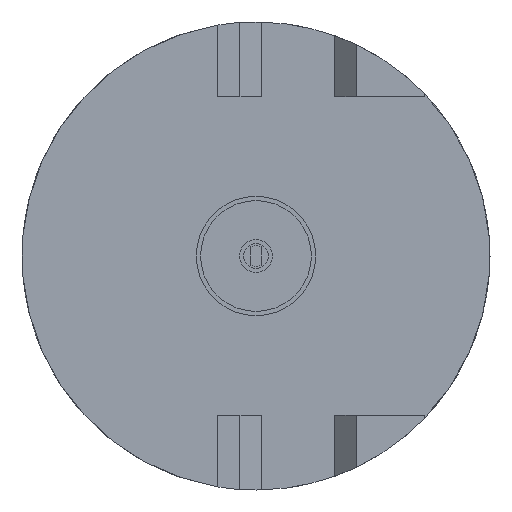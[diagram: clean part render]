
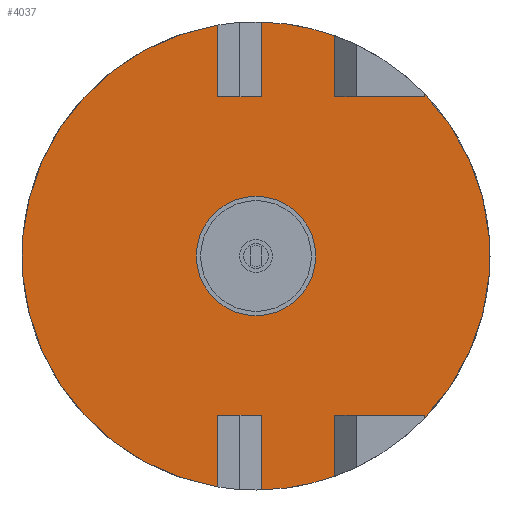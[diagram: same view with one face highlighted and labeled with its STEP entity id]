
A CAD part, front view. The second image highlights one B-rep face of the part: STEP entity #4037.
In plain terms, the highlighted planar face has unit normal (0, -1, 0).
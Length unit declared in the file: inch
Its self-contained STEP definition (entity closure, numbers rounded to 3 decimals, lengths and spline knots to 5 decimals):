
#11 = FACE_BOUND ( 'NONE', #4908, .T. ) ;
#30 = LINE ( 'NONE', #8149, #741 ) ;
#45 = CARTESIAN_POINT ( 'NONE',  ( 0., 0.13504, 0. ) ) ;
#65 = VECTOR ( 'NONE', #1766, 39.37008 ) ;
#116 = DIRECTION ( 'NONE',  ( 0., 0., -1. ) ) ;
#141 = DIRECTION ( 'NONE',  ( 0., 0., -1. ) ) ;
#151 = LINE ( 'NONE', #3082, #9254 ) ;
#242 = EDGE_CURVE ( 'NONE', #2766, #2697, #9400, .T. ) ;
#303 = CIRCLE ( 'NONE', #5663, 0.21654 ) ;
#350 = CARTESIAN_POINT ( 'NONE',  ( 0.15605, 0.13504, -0.14724 ) ) ;
#395 = VERTEX_POINT ( 'NONE', #3784 ) ;
#511 = LINE ( 'NONE', #7867, #691 ) ;
#529 = ORIENTED_EDGE ( 'NONE', *, *, #6760, .T. ) ;
#633 = CARTESIAN_POINT ( 'NONE',  ( 0.07298, 0.13504, -0.14724 ) ) ;
#691 = VECTOR ( 'NONE', #3593, 39.37008 ) ;
#741 = VECTOR ( 'NONE', #2957, 39.37008 ) ;
#818 = AXIS2_PLACEMENT_3D ( 'NONE', #9006, #833, #116 ) ;
#833 = DIRECTION ( 'NONE',  ( 0., 1., 0. ) ) ;
#982 = CIRCLE ( 'NONE', #4667, 0.21654 ) ;
#1057 = CARTESIAN_POINT ( 'NONE',  ( 0.07298, 0.13504, -0.14724 ) ) ;
#1141 = VERTEX_POINT ( 'NONE', #5804 ) ;
#1294 = CARTESIAN_POINT ( 'NONE',  ( 0., 0.13504, 0. ) ) ;
#1388 = CARTESIAN_POINT ( 'NONE',  ( 0.15605, 0.13504, 0.14724 ) ) ;
#1533 = ORIENTED_EDGE ( 'NONE', *, *, #8318, .F. ) ;
#1565 = DIRECTION ( 'NONE',  ( 0., 0., 1. ) ) ;
#1591 = CIRCLE ( 'NONE', #3749, 0.21654 ) ;
#1648 = VECTOR ( 'NONE', #141, 39.37008 ) ;
#1766 = DIRECTION ( 'NONE',  ( -1., 0., 0. ) ) ;
#1906 = VERTEX_POINT ( 'NONE', #350 ) ;
#1946 = DIRECTION ( 'NONE',  ( 0., 0., -1. ) ) ;
#1948 = DIRECTION ( 'NONE',  ( 0., 0., 1. ) ) ;
#2022 = DIRECTION ( 'NONE',  ( 0., 0., -1. ) ) ;
#2053 = DIRECTION ( 'NONE',  ( 0., 0., -1. ) ) ;
#2088 = CARTESIAN_POINT ( 'NONE',  ( 0.00487, 0.13504, 0.21648 ) ) ;
#2244 = VERTEX_POINT ( 'NONE', #2277 ) ;
#2248 = EDGE_CURVE ( 'NONE', #4986, #5778, #303, .T. ) ;
#2256 = EDGE_CURVE ( 'NONE', #3342, #1141, #30, .T. ) ;
#2277 = CARTESIAN_POINT ( 'NONE',  ( 0., 0.13504, 0.05524 ) ) ;
#2341 = CARTESIAN_POINT ( 'NONE',  ( -0.03527, 0.13504, 0.21364 ) ) ;
#2348 = CIRCLE ( 'NONE', #818, 0.05524 ) ;
#2445 = VERTEX_POINT ( 'NONE', #7804 ) ;
#2628 = CARTESIAN_POINT ( 'NONE',  ( -0.03527, 0.13504, -0.21364 ) ) ;
#2697 = VERTEX_POINT ( 'NONE', #8285 ) ;
#2716 = DIRECTION ( 'NONE',  ( -1., 0., 0. ) ) ;
#2766 = VERTEX_POINT ( 'NONE', #8416 ) ;
#2811 = VERTEX_POINT ( 'NONE', #3275 ) ;
#2940 = CARTESIAN_POINT ( 'NONE',  ( 0., 0.13504, 0. ) ) ;
#2957 = DIRECTION ( 'NONE',  ( 1., 0., 0. ) ) ;
#2997 = ORIENTED_EDGE ( 'NONE', *, *, #4322, .T. ) ;
#3023 = LINE ( 'NONE', #2341, #1648 ) ;
#3082 = CARTESIAN_POINT ( 'NONE',  ( 0.15605, 0.13504, 0.15012 ) ) ;
#3234 = ORIENTED_EDGE ( 'NONE', *, *, #4074, .F. ) ;
#3260 = EDGE_CURVE ( 'NONE', #2697, #4107, #9383, .T. ) ;
#3275 = CARTESIAN_POINT ( 'NONE',  ( 0.07298, 0.13504, 0.20387 ) ) ;
#3342 = VERTEX_POINT ( 'NONE', #4213 ) ;
#3454 = EDGE_CURVE ( 'NONE', #1141, #6237, #8832, .T. ) ;
#3593 = DIRECTION ( 'NONE',  ( 1., 0., 0. ) ) ;
#3650 = VECTOR ( 'NONE', #1946, 39.37008 ) ;
#3705 = ORIENTED_EDGE ( 'NONE', *, *, #5317, .F. ) ;
#3749 = AXIS2_PLACEMENT_3D ( 'NONE', #45, #7362, #5324 ) ;
#3784 = CARTESIAN_POINT ( 'NONE',  ( 0., 0.13504, -0.05524 ) ) ;
#3803 = VECTOR ( 'NONE', #8167, 39.37008 ) ;
#3912 = ORIENTED_EDGE ( 'NONE', *, *, #5892, .T. ) ;
#4037 = ADVANCED_FACE ( 'NONE', ( #4575, #11 ), #5240, .T. ) ;
#4074 = EDGE_CURVE ( 'NONE', #7344, #5778, #151, .T. ) ;
#4107 = VERTEX_POINT ( 'NONE', #2628 ) ;
#4208 = CARTESIAN_POINT ( 'NONE',  ( -0.03527, 0.13504, 0.21364 ) ) ;
#4213 = CARTESIAN_POINT ( 'NONE',  ( -0.03527, 0.13504, 0.14724 ) ) ;
#4322 = EDGE_CURVE ( 'NONE', #2811, #6237, #982, .T. ) ;
#4419 = ORIENTED_EDGE ( 'NONE', *, *, #3454, .F. ) ;
#4516 = VERTEX_POINT ( 'NONE', #4208 ) ;
#4575 = FACE_OUTER_BOUND ( 'NONE', #6251, .T. ) ;
#4667 = AXIS2_PLACEMENT_3D ( 'NONE', #4738, #4827, #7638 ) ;
#4697 = CARTESIAN_POINT ( 'NONE',  ( 0.15605, 0.13504, 0.15012 ) ) ;
#4716 = ORIENTED_EDGE ( 'NONE', *, *, #5478, .F. ) ;
#4730 = VECTOR ( 'NONE', #2716, 39.37008 ) ;
#4738 = CARTESIAN_POINT ( 'NONE',  ( 0., 0.13504, 0. ) ) ;
#4827 = DIRECTION ( 'NONE',  ( 0., -1., 0. ) ) ;
#4908 = EDGE_LOOP ( 'NONE', ( #5050, #529 ) ) ;
#4952 = VERTEX_POINT ( 'NONE', #1057 ) ;
#4960 = CIRCLE ( 'NONE', #8342, 0.21654 ) ;
#4986 = VERTEX_POINT ( 'NONE', #6235 ) ;
#5015 = CARTESIAN_POINT ( 'NONE',  ( -0.03527, 0.13504, -0.14724 ) ) ;
#5050 = ORIENTED_EDGE ( 'NONE', *, *, #6353, .T. ) ;
#5240 = PLANE ( 'NONE',  #8805 ) ;
#5259 = DIRECTION ( 'NONE',  ( 0., -1., 0. ) ) ;
#5317 = EDGE_CURVE ( 'NONE', #4986, #1906, #6823, .T. ) ;
#5324 = DIRECTION ( 'NONE',  ( 0., 0., -1. ) ) ;
#5478 = EDGE_CURVE ( 'NONE', #4516, #3342, #3023, .T. ) ;
#5576 = EDGE_CURVE ( 'NONE', #2811, #6444, #7054, .T. ) ;
#5663 = AXIS2_PLACEMENT_3D ( 'NONE', #8246, #5259, #6612 ) ;
#5674 = LINE ( 'NONE', #633, #9195 ) ;
#5778 = VERTEX_POINT ( 'NONE', #4697 ) ;
#5804 = CARTESIAN_POINT ( 'NONE',  ( 0.00487, 0.13504, 0.14724 ) ) ;
#5864 = DIRECTION ( 'NONE',  ( 0., -1., 0. ) ) ;
#5892 = EDGE_CURVE ( 'NONE', #4516, #4107, #4960, .T. ) ;
#6037 = AXIS2_PLACEMENT_3D ( 'NONE', #1294, #8651, #2053 ) ;
#6137 = LINE ( 'NONE', #8397, #65 ) ;
#6235 = CARTESIAN_POINT ( 'NONE',  ( 0.15605, 0.13504, -0.15012 ) ) ;
#6237 = VERTEX_POINT ( 'NONE', #8504 ) ;
#6251 = EDGE_LOOP ( 'NONE', ( #8911, #7066, #6825, #8795, #8792, #3705, #6269, #3234, #1533, #8820, #2997, #4419, #8495, #4716, #3912, #6477 ) ) ;
#6269 = ORIENTED_EDGE ( 'NONE', *, *, #2248, .T. ) ;
#6353 = EDGE_CURVE ( 'NONE', #395, #2244, #8961, .T. ) ;
#6444 = VERTEX_POINT ( 'NONE', #7432 ) ;
#6477 = ORIENTED_EDGE ( 'NONE', *, *, #3260, .F. ) ;
#6612 = DIRECTION ( 'NONE',  ( 0., 0., -1. ) ) ;
#6760 = EDGE_CURVE ( 'NONE', #2244, #395, #2348, .T. ) ;
#6823 = LINE ( 'NONE', #7508, #3803 ) ;
#6825 = ORIENTED_EDGE ( 'NONE', *, *, #8013, .T. ) ;
#6936 = CARTESIAN_POINT ( 'NONE',  ( 0.07298, 0.13504, -0.20387 ) ) ;
#7035 = DIRECTION ( 'NONE',  ( 0., 0., -1. ) ) ;
#7054 = LINE ( 'NONE', #9212, #3650 ) ;
#7066 = ORIENTED_EDGE ( 'NONE', *, *, #8715, .F. ) ;
#7090 = CARTESIAN_POINT ( 'NONE',  ( 0., 0.13504, 0. ) ) ;
#7344 = VERTEX_POINT ( 'NONE', #1388 ) ;
#7362 = DIRECTION ( 'NONE',  ( 0., -1., 0. ) ) ;
#7432 = CARTESIAN_POINT ( 'NONE',  ( 0.07298, 0.13504, 0.14724 ) ) ;
#7433 = VECTOR ( 'NONE', #1565, 39.37008 ) ;
#7508 = CARTESIAN_POINT ( 'NONE',  ( 0.15605, 0.13504, -0.14724 ) ) ;
#7603 = LINE ( 'NONE', #9124, #7748 ) ;
#7638 = DIRECTION ( 'NONE',  ( 0., 0., -1. ) ) ;
#7748 = VECTOR ( 'NONE', #1948, 39.37008 ) ;
#7804 = CARTESIAN_POINT ( 'NONE',  ( 0.00487, 0.13504, -0.21648 ) ) ;
#7820 = CARTESIAN_POINT ( 'NONE',  ( -0.03527, 0.13504, -0.14724 ) ) ;
#7834 = VECTOR ( 'NONE', #7035, 39.37008 ) ;
#7867 = CARTESIAN_POINT ( 'NONE',  ( 0.07298, 0.13504, 0.14724 ) ) ;
#8013 = EDGE_CURVE ( 'NONE', #2445, #9269, #1591, .T. ) ;
#8073 = EDGE_CURVE ( 'NONE', #1906, #4952, #6137, .T. ) ;
#8090 = DIRECTION ( 'NONE',  ( 0., 0., -1. ) ) ;
#8149 = CARTESIAN_POINT ( 'NONE',  ( -0.03527, 0.13504, 0.14724 ) ) ;
#8167 = DIRECTION ( 'NONE',  ( 0., 0., 1. ) ) ;
#8246 = CARTESIAN_POINT ( 'NONE',  ( 0., 0.13504, 0. ) ) ;
#8285 = CARTESIAN_POINT ( 'NONE',  ( -0.03527, 0.13504, -0.14724 ) ) ;
#8318 = EDGE_CURVE ( 'NONE', #6444, #7344, #511, .T. ) ;
#8342 = AXIS2_PLACEMENT_3D ( 'NONE', #7090, #8623, #2022 ) ;
#8397 = CARTESIAN_POINT ( 'NONE',  ( 0.07298, 0.13504, -0.14724 ) ) ;
#8416 = CARTESIAN_POINT ( 'NONE',  ( 0.00487, 0.13504, -0.14724 ) ) ;
#8495 = ORIENTED_EDGE ( 'NONE', *, *, #2256, .F. ) ;
#8504 = CARTESIAN_POINT ( 'NONE',  ( 0.00487, 0.13504, 0.21648 ) ) ;
#8623 = DIRECTION ( 'NONE',  ( 0., -1., 0. ) ) ;
#8651 = DIRECTION ( 'NONE',  ( 0., 1., 0. ) ) ;
#8715 = EDGE_CURVE ( 'NONE', #2445, #2766, #7603, .T. ) ;
#8792 = ORIENTED_EDGE ( 'NONE', *, *, #8073, .F. ) ;
#8795 = ORIENTED_EDGE ( 'NONE', *, *, #9470, .F. ) ;
#8805 = AXIS2_PLACEMENT_3D ( 'NONE', #2940, #5864, #8090 ) ;
#8820 = ORIENTED_EDGE ( 'NONE', *, *, #5576, .F. ) ;
#8832 = LINE ( 'NONE', #2088, #7433 ) ;
#8911 = ORIENTED_EDGE ( 'NONE', *, *, #242, .F. ) ;
#8945 = DIRECTION ( 'NONE',  ( 0., 0., 1. ) ) ;
#8961 = CIRCLE ( 'NONE', #6037, 0.05524 ) ;
#9006 = CARTESIAN_POINT ( 'NONE',  ( 0., 0.13504, 0. ) ) ;
#9124 = CARTESIAN_POINT ( 'NONE',  ( 0.00487, 0.13504, -0.14724 ) ) ;
#9195 = VECTOR ( 'NONE', #9288, 39.37008 ) ;
#9212 = CARTESIAN_POINT ( 'NONE',  ( 0.07298, 0.13504, 0.20387 ) ) ;
#9254 = VECTOR ( 'NONE', #8945, 39.37008 ) ;
#9269 = VERTEX_POINT ( 'NONE', #6936 ) ;
#9288 = DIRECTION ( 'NONE',  ( 0., 0., -1. ) ) ;
#9383 = LINE ( 'NONE', #5015, #7834 ) ;
#9400 = LINE ( 'NONE', #7820, #4730 ) ;
#9470 = EDGE_CURVE ( 'NONE', #4952, #9269, #5674, .T. ) ;
